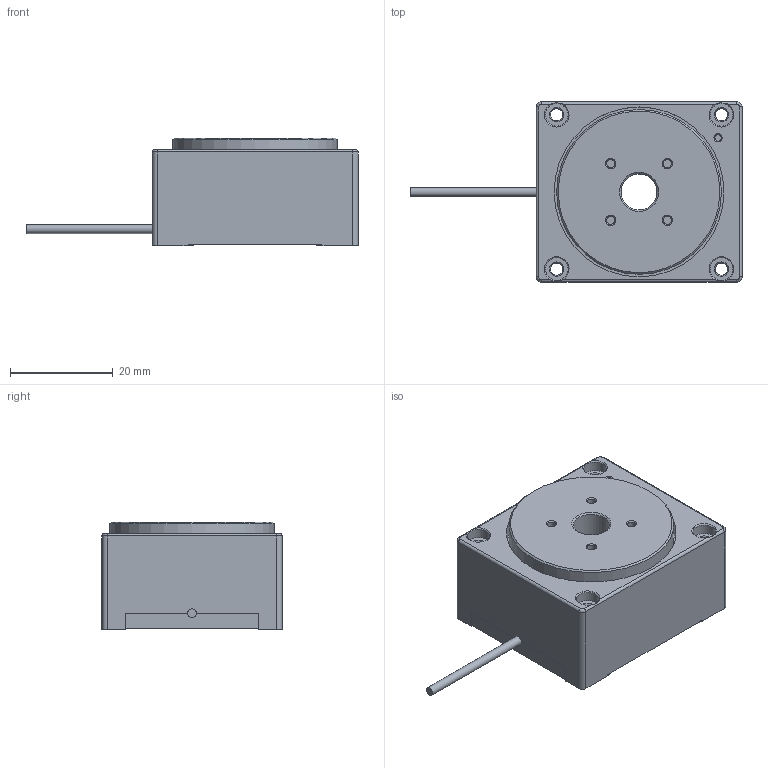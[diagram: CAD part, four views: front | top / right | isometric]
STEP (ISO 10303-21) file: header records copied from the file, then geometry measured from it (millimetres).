
FILE_DESCRIPTION(/* description */ (''),/* implementation_level */ '2;1');
FILE_NAME(/* name */ 'XRT-U_30.stp',/* time_stamp */ '2018-02-11T10:16:11+01:00',/* author */ (''),/* organization */ (''),/* preprocessor_version */ 'ST-DEVELOPER v16',/* originating_system */ 'SIEMENS PLM Software NX 10.0',/* authorisation */ '');
FILE_SCHEMA (('AUTOMOTIVE_DESIGN { 1 0 10303 214 3 1 1 1 }'));
Bounding box: 64.5 x 35 x 20.95 mm (x, y, z)
Volume: 24650.6 mm3; surface area: 12981.6 mm2
Topology: 9 solids, 9 shells, 249 faces, 595 edges, 380 vertices
Faces by surface type: cylinder 99, plane 95, cone 46, torus 5, bspline 4
Full cylindrical faces by diameter (mm): 1.25 x6, 1.6 x9, 1.7 x4, 2.4 x4, 3 x5, 3.5 x5, 4.4 x4, 7 x1, 10 x1, 11 x1, 14 x2, 32 x1, 33 x1
Entity records: 6675 total; most frequent: DRCTN 1188, CRTPNT 1160, ORNEDG 902, A2PL3D 480, EDGCRV 451, EDGLP 392, VRTPNT 336, FCBND 276
